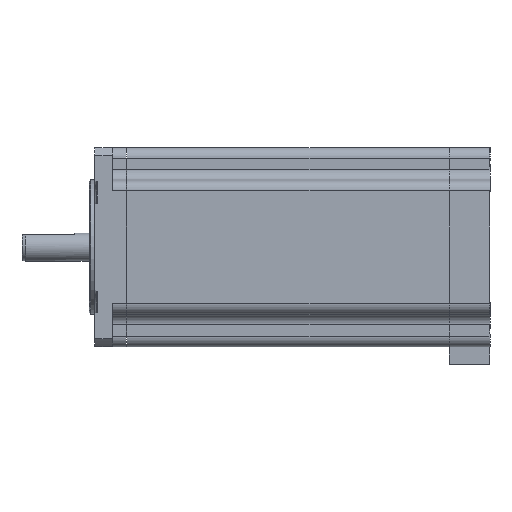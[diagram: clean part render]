
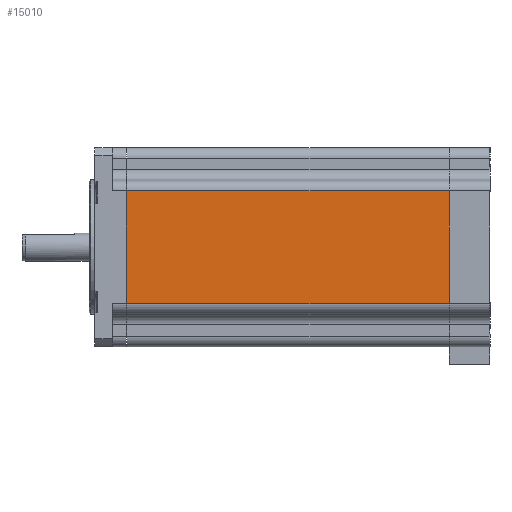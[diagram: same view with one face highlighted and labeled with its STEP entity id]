
A CAD part, left-side view. The second image highlights one B-rep face of the part: STEP entity #15010.
In plain terms, the highlighted planar face has unit normal (-1, 0, 0).
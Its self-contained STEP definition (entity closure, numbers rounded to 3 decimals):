
#4005=DIRECTION('',(0.,0.,-1.));
#4006=VECTOR('',#4005,32.);
#4007=CARTESIAN_POINT('',(-12.35,102.99,35.45));
#4008=LINE('',#4007,#4006);
#4038=DIRECTION('',(0.,-1.,0.));
#4039=VECTOR('',#4038,91.48);
#4040=CARTESIAN_POINT('',(-12.35,102.99,3.45));
#4041=LINE('',#4040,#4039);
#4250=DIRECTION('',(0.,1.,0.));
#4251=VECTOR('',#4250,91.48);
#4252=CARTESIAN_POINT('',(-12.35,11.51,35.45));
#4253=LINE('',#4252,#4251);
#4258=DIRECTION('',(0.,0.,-1.));
#4259=VECTOR('',#4258,32.);
#4260=CARTESIAN_POINT('',(-12.35,11.51,35.45));
#4261=LINE('',#4260,#4259);
#6185=CARTESIAN_POINT('',(-12.35,11.51,35.45));
#6186=CARTESIAN_POINT('',(-12.35,11.51,3.45));
#6187=VERTEX_POINT('',#6185);
#6188=VERTEX_POINT('',#6186);
#6189=CARTESIAN_POINT('',(-12.35,102.99,3.45));
#6190=VERTEX_POINT('',#6189);
#6191=CARTESIAN_POINT('',(-12.35,102.99,35.45));
#6192=VERTEX_POINT('',#6191);
#14999=CARTESIAN_POINT('',(-12.35,112.,-6.466));
#15000=DIRECTION('',(1.,0.,0.));
#15001=DIRECTION('',(0.,0.,-1.));
#15002=AXIS2_PLACEMENT_3D('',#14999,#15000,#15001);
#15003=PLANE('',#15002);
#15004=ORIENTED_EDGE('',*,*,#14698,.T.);
#15005=ORIENTED_EDGE('',*,*,#14671,.F.);
#15006=ORIENTED_EDGE('',*,*,#14618,.F.);
#15007=ORIENTED_EDGE('',*,*,#14992,.F.);
#15008=EDGE_LOOP('',(#15004,#15005,#15006,#15007));
#15009=FACE_OUTER_BOUND('',#15008,.F.);
#15010=ADVANCED_FACE('',(#15009),#15003,.F.);
#14618=EDGE_CURVE('',#6192,#6190,#4008,.T.);
#14671=EDGE_CURVE('',#6190,#6188,#4041,.T.);
#14698=EDGE_CURVE('',#6187,#6188,#4261,.T.);
#14992=EDGE_CURVE('',#6187,#6192,#4253,.T.);
